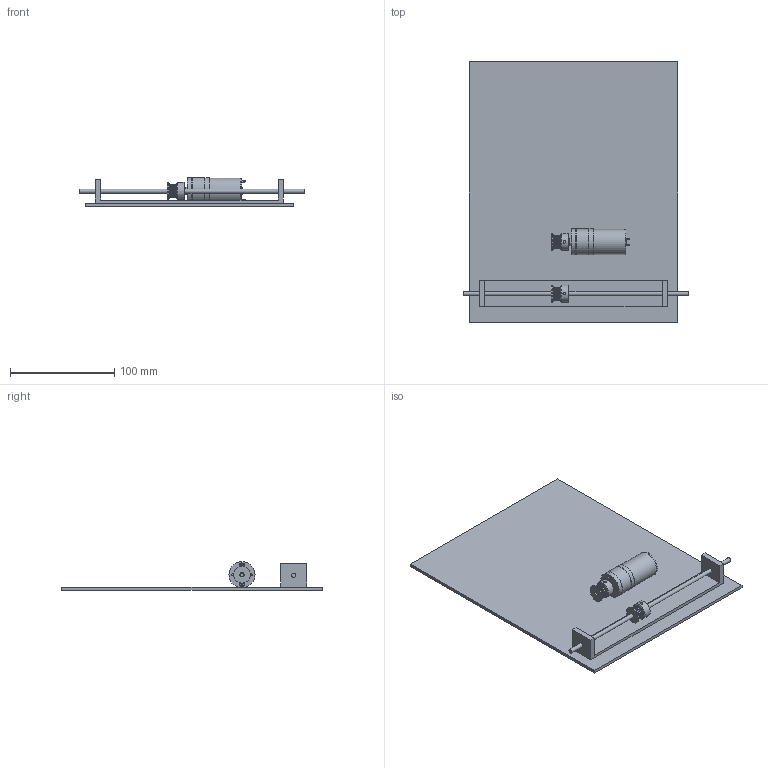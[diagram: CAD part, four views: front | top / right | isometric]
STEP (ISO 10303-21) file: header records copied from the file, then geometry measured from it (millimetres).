
FILE_DESCRIPTION(/* description */ (''),/* implementation_level */ '2;1');
FILE_NAME(/* name */ 'Rear Drive with 25GA motor v3.step',/* time_stamp */ '2024-08-17T13:56:02+05:30',/* author */ (''),/* organization */ (''),/* preprocessor_version */ 'ST-DEVELOPER v20',/* originating_system */ 'Autodesk Translation Framework v13.14.0.145',/* authorisation */ '');
FILE_SCHEMA (('AUTOMOTIVE_DESIGN { 1 0 10303 214 3 1 1 }'));
Length unit declared in the file: millimetre
Products named in the file (8): Rear Drive with 25GA motor; Motor_25GA370-15.4x; Motor_25GA370-15.4x_1; pan cross head_am_B18.6.7M - M2.5 x 0.45 x 16 Type I Cross Recessed P
HMS --16N; Axle Holder; Component3; Шкив GT2 20T b5; Base
Assembly tree (9 placements, depth 3):
  Rear Drive with 25GA motor
    Motor_25GA370-15.4x
      Motor_25GA370-15.4x_1
      pan cross head_am_B18.6.7M - M2.5 x 0.45 x 16 Type I Cross Recessed P
HMS --16N  x2
    Шкив GT2 20T b5  x2
    Axle Holder
    Component3
    Base
Bounding box: 215 x 250 x 27.5 mm (x, y, z)
Volume: 199874.3 mm3; surface area: 127669.1 mm2
Topology: 8 solids, 8 shells, 331 faces, 830 edges, 545 vertices
Faces by surface type: cylinder 216, plane 96, cone 13, torus 4, sphere 2
Full cylindrical faces by diameter (mm): 1 x4, 2.5 x8, 2.7 x6, 4 x4, 4.1 x2, 5 x2, 5.5 x2, 6.4 x1, 6.45 x1, 7 x1, 16 x4, 23.3 x1, 24.2 x1, 25 x3
Entity records: 7001 total; most frequent: DIRECTION 1265, CARTESIAN_POINT 1263, ORIENTED_EDGE 1052, EDGE_CURVE 526, AXIS2_PLACEMENT_3D 512, VERTEX_POINT 348, CIRCLE 276, EDGE_LOOP 258
